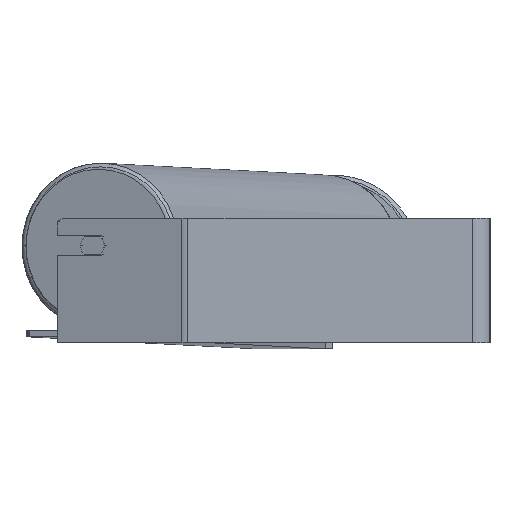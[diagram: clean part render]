
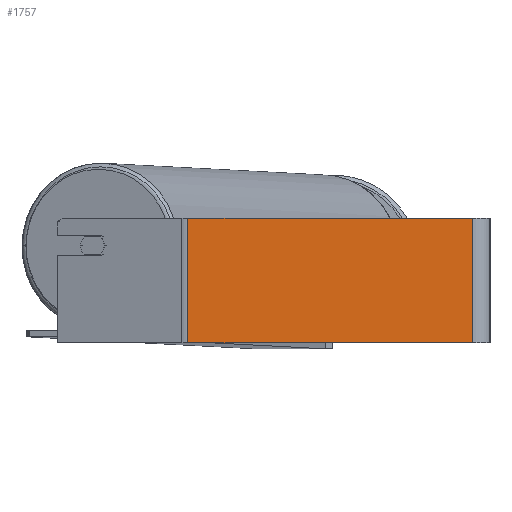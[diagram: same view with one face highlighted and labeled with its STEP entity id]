
A CAD part, left-side view. The second image highlights one B-rep face of the part: STEP entity #1757.
In plain terms, the highlighted planar face has unit normal (-1, 0, 0).
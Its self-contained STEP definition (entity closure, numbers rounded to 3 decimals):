
#16 = DIRECTION ( 'NONE',  ( 1., 0., 0. ) ) ;
#87 = ORIENTED_EDGE ( 'NONE', *, *, #6502, .T. ) ;
#116 = FACE_OUTER_BOUND ( 'NONE', #5554, .T. ) ;
#547 = VECTOR ( 'NONE', #6587, 1000. ) ;
#739 = VERTEX_POINT ( 'NONE', #5020 ) ;
#820 = PLANE ( 'NONE',  #6866 ) ;
#887 = LINE ( 'NONE', #3791, #4187 ) ;
#1468 = CARTESIAN_POINT ( 'NONE',  ( -840., 245.238, 50. ) ) ;
#1534 = EDGE_CURVE ( 'NONE', #4015, #4774, #9029, .T. ) ;
#1757 = ADVANCED_FACE ( 'NONE', ( #116 ), #820, .F. ) ;
#1943 = DIRECTION ( 'NONE',  ( 0., -1., 0. ) ) ;
#2259 = DIRECTION ( 'NONE',  ( 0., 0., -1. ) ) ;
#2658 = CARTESIAN_POINT ( 'NONE',  ( -840., 245.238, -50. ) ) ;
#3728 = CARTESIAN_POINT ( 'NONE',  ( -840., 245.238, 50. ) ) ;
#3791 = CARTESIAN_POINT ( 'NONE',  ( -840., 242.769, 50. ) ) ;
#3794 = EDGE_CURVE ( 'NONE', #4158, #4774, #6164, .T. ) ;
#4015 = VERTEX_POINT ( 'NONE', #7938 ) ;
#4158 = VERTEX_POINT ( 'NONE', #7330 ) ;
#4187 = VECTOR ( 'NONE', #6681, 1000. ) ;
#4464 = VECTOR ( 'NONE', #1943, 1000. ) ;
#4758 = DIRECTION ( 'NONE',  ( 0., 0., -1. ) ) ;
#4774 = VERTEX_POINT ( 'NONE', #8004 ) ;
#5020 = CARTESIAN_POINT ( 'NONE',  ( -840., 242.769, 50. ) ) ;
#5554 = EDGE_LOOP ( 'NONE', ( #6642, #7154, #7459, #87 ) ) ;
#6164 = LINE ( 'NONE', #2658, #4464 ) ;
#6364 = EDGE_CURVE ( 'NONE', #739, #4015, #7943, .T. ) ;
#6502 = EDGE_CURVE ( 'NONE', #739, #4158, #887, .T. ) ;
#6587 = DIRECTION ( 'NONE',  ( 0., -1., 0. ) ) ;
#6642 = ORIENTED_EDGE ( 'NONE', *, *, #3794, .T. ) ;
#6681 = DIRECTION ( 'NONE',  ( 0., 0., -1. ) ) ;
#6866 = AXIS2_PLACEMENT_3D ( 'NONE', #3728, #16, #2259 ) ;
#7154 = ORIENTED_EDGE ( 'NONE', *, *, #1534, .F. ) ;
#7330 = CARTESIAN_POINT ( 'NONE',  ( -840., 242.769, -50. ) ) ;
#7459 = ORIENTED_EDGE ( 'NONE', *, *, #6364, .F. ) ;
#7651 = CARTESIAN_POINT ( 'NONE',  ( -840., 14., 50. ) ) ;
#7938 = CARTESIAN_POINT ( 'NONE',  ( -840., 14., 50. ) ) ;
#7943 = LINE ( 'NONE', #1468, #547 ) ;
#8004 = CARTESIAN_POINT ( 'NONE',  ( -840., 14., -50. ) ) ;
#8968 = VECTOR ( 'NONE', #4758, 1000. ) ;
#9029 = LINE ( 'NONE', #7651, #8968 ) ;
